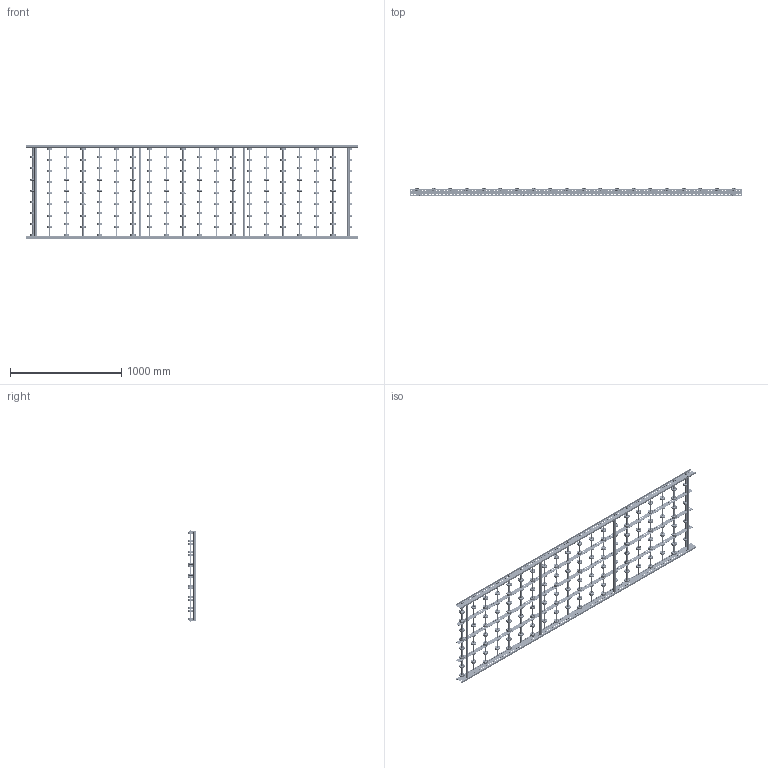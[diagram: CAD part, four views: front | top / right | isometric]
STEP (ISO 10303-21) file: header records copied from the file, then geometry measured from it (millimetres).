
FILE_DESCRIPTION (( 'STEP AP214' ), '1' );
FILE_NAME ('0052562.step', '2021-10-26T13:27:04', ( '' ), ( '' ), 'SwSTEP 2.0', 'SolidWorks 2020', '' );
FILE_SCHEMA (( 'AUTOMOTIVE_DESIGN' ));
Length unit declared in the file: millimetre
Products named in the file (10): Traversen_KFG_L800; Hutmutter_DIN_1587_M8; S100100_Längstraverse-42x2,5_S100104_L„ngstraverse-RB-L3000; K0011528_2200-48-8; S106837_Gewindestange-M8-KFG_L820; 0052562; Röllchenachse-für-Konfiguration_EL800 Stahl; S100994_Sperrzahnschraube_M08x16-8.8-A2K; Profil_LRB-20x70x20x2_KFG_S109080_U-PROFIL-20-70-20-2-LRB-L=2987,5; 0046278_KB-ROHR-12X1,75mm_KFG_L75
Assembly tree (94 placements, depth 3):
  0052562
    Profil_LRB-20x70x20x2_KFG_S109080_U-PROFIL-20-70-20-2-LRB-L=2987,5  x2
    S100994_Sperrzahnschraube_M08x16-8.8-A2K  x8
    Traversen_KFG_L800  x4
    Röllchenachse-für-Konfiguration_EL800 Stahl  x20
      S106837_Gewindestange-M8-KFG_L820
      0046278_KB-ROHR-12X1,75mm_KFG_L75
      K0011528_2200-48-8
    S100100_Längstraverse-42x2,5_S100104_L„ngstraverse-RB-L3000  x3
    Hutmutter_DIN_1587_M8  x40
Bounding box: 2987.5 x 79 x 840 mm (x, y, z)
Volume: 7232364.4 mm3; surface area: 5712716.7 mm2
Topology: 565 solids, 565 shells, 18196 faces, 39374 edges, 24180 vertices
Faces by surface type: cylinder 7726, torus 4192, plane 3462, cone 2776, bspline 40
Entity records: 52539 total; most frequent: DIRECTION 9601, CARTESIAN_POINT 8625, ORIENTED_EDGE 8072, AXIS2_PLACEMENT_3D 4134, EDGE_CURVE 4036, VERTEX_POINT 2662, EDGE_LOOP 2632, CIRCLE 2623
